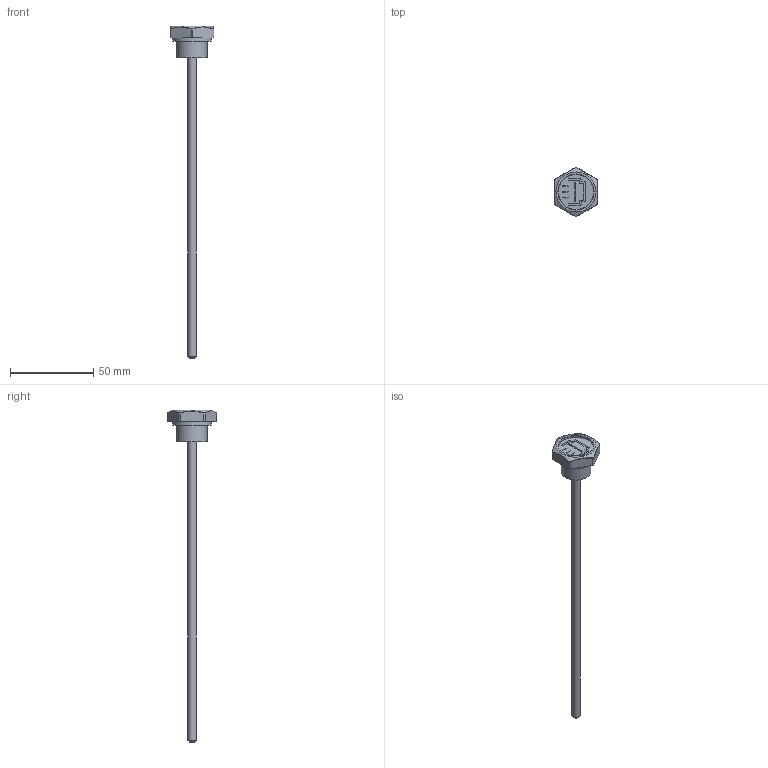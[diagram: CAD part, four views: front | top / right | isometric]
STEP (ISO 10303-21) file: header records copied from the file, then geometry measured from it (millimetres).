
FILE_DESCRIPTION( ( 'Unknown' ), '1' );
FILE_NAME( '6312100_TCA1.stp', 'Unknown', ( 'Unknown' ), ( 'Unknown' ), 'PSStep 14.0', 'Unknown', ' ' );
FILE_SCHEMA( ( 'AUTOMOTIVE_DESIGN { 1 0 10303 214 1 1 1 1 }' ) );
Length unit declared in the file: millimetre
Products named in the file (1): 6312499
Bounding box: 26 x 29.71 x 199 mm (x, y, z)
Volume: 9920.7 mm3; surface area: 6184.2 mm2
Topology: 1 solids, 6 shells, 200 faces, 473 edges, 308 vertices
Faces by surface type: plane 143, cylinder 25, bspline 12, cone 8, torus 6, extrusion 6
Full cylindrical faces by diameter (mm): 5 x6, 11 x1, 18 x1, 21 x1, 21.1 x1, 23 x1
Entity records: 8886 total; most frequent: CARTESIAN_POINT 3099, ORIENTED_EDGE 878, DIRECTION 714, EDGE_CURVE 439, VERTEX_POINT 305, EDGE_LOOP 264, AXIS2_PLACEMENT_3D 254, FACE_OUTER_BOUND 223
